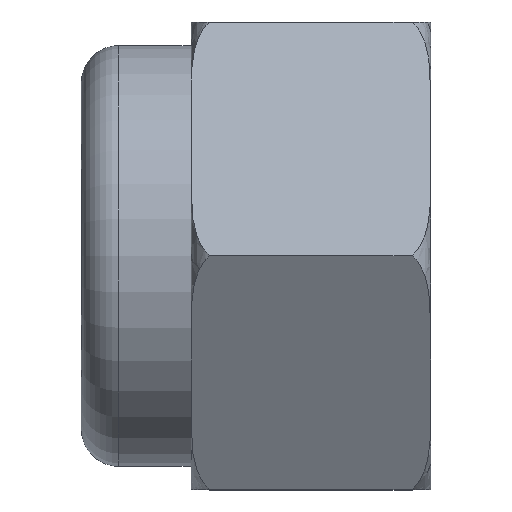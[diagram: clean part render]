
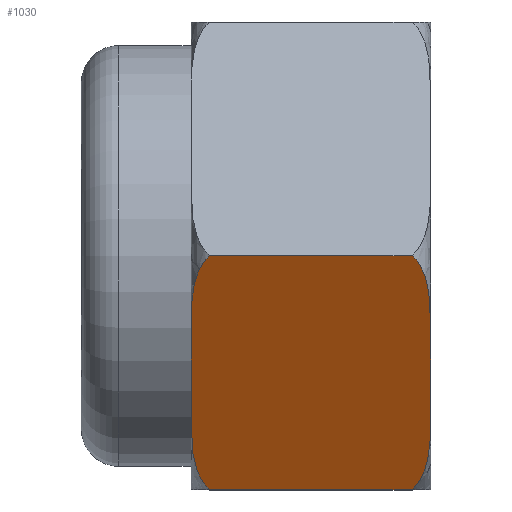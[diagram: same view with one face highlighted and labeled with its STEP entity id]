
A CAD part, top view. The second image highlights one B-rep face of the part: STEP entity #1030.
In plain terms, the highlighted planar face has unit normal (0, -0.5, 0.866).
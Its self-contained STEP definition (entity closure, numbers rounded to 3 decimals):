
#455=CARTESIAN_POINT('POINT30',(7.887,
   0.,6.438));
#456=VERTEX_POINT('VERTEX30',#455);
#472=CARTESIAN_POINT('POINT32',(8.331,-1.629,
   5.497));
#473=VERTEX_POINT('VERTEX32',#472);
#474=B_SPLINE_CURVE_WITH_KNOTS('SPLINE_CRV8',3,(#475,#476,#477,#478,#479
   ,#480,#481,#482,#483,#484),.UNSPECIFIED.,.F.,.F.,(4,2,2,2,4),(
   0.326,0.328,0.381,
   0.394,0.4),.UNSPECIFIED.);
#475=CARTESIAN_POINT('',(8.331,-1.629,
   5.497));
#476=CARTESIAN_POINT('',(8.331,-1.61,
   5.508));
#477=CARTESIAN_POINT('',(8.331,-1.59,
   5.52));
#478=CARTESIAN_POINT('',(8.329,-1.156,
   5.77));
#479=CARTESIAN_POINT('',(8.307,-0.748,
   6.006));
#480=CARTESIAN_POINT('',(8.119,-0.299,
   6.265));
#481=CARTESIAN_POINT('',(8.064,-0.197,
   6.324));
#482=CARTESIAN_POINT('',(7.971,-0.079,
   6.392));
#483=CARTESIAN_POINT('',(7.93,-0.036,
   6.417));
#484=CARTESIAN_POINT('',(7.887,0.,
   6.438));
#485=EDGE_CURVE('EDGE43',#473,#456,#474,.T.);
#497=CARTESIAN_POINT('POINT33',(8.331,-3.946,
   4.16));
#498=VERTEX_POINT('VERTEX33',#497);
#499=CARTESIAN_POINT('POS35',(8.331,-2.788,
   4.828));
#500=DIRECTION('DIR59',(0.,-0.866,
   -0.5));
#501=VECTOR('VEC11',#500,25.4);
#502=LINE('STRAIGHT11',#499,#501);
#503=EDGE_CURVE('EDGE45',#473,#498,#502,.T.);
#588=CARTESIAN_POINT('POINT38',(7.887,-5.575,
   3.219));
#589=VERTEX_POINT('VERTEX38',#588);
#604=B_SPLINE_CURVE_WITH_KNOTS('SPLINE_CRV12',3,(#605,#606,#607,#608,
   #609,#610,#611,#612,#613,#614),.UNSPECIFIED.,.F.,.F.,(4,2,2,2,4),(
   0.152,0.159,0.172,
   0.224,0.226),.UNSPECIFIED.);
#605=CARTESIAN_POINT('',(7.887,-5.575,
   3.219));
#606=CARTESIAN_POINT('',(7.93,-5.54,
   3.24));
#607=CARTESIAN_POINT('',(7.971,-5.496,
   3.265));
#608=CARTESIAN_POINT('',(8.064,-5.378,
   3.333));
#609=CARTESIAN_POINT('',(8.119,-5.276,
   3.391));
#610=CARTESIAN_POINT('',(8.307,-4.828,
   3.651));
#611=CARTESIAN_POINT('',(8.329,-4.419,
   3.886));
#612=CARTESIAN_POINT('',(8.331,-3.985,
   4.137));
#613=CARTESIAN_POINT('',(8.331,-3.966,
   4.148));
#614=CARTESIAN_POINT('',(8.331,-3.946,
   4.16));
#615=EDGE_CURVE('EDGE56',#589,#498,#604,.T.);
#899=CARTESIAN_POINT('POINT54',(3.06,
   0.,6.438));
#900=VERTEX_POINT('VERTEX54',#899);
#914=CARTESIAN_POINT('POS56',(5.474,0.,
   6.438));
#915=DIRECTION('DIR87',(1.,0.,
   0.));
#916=VECTOR('VEC25',#915,25.4);
#917=LINE('STRAIGHT25',#914,#916);
#918=EDGE_CURVE('EDGE81',#900,#456,#917,.T.);
#928=CARTESIAN_POINT('POINT55',(2.616,-1.629,
   5.497));
#929=VERTEX_POINT('VERTEX55',#928);
#930=B_SPLINE_CURVE_WITH_KNOTS('SPLINE_CRV23',3,(#931,#932,#933,#934,
   #935,#936,#937,#938,#939,#940),.UNSPECIFIED.,.F.,.F.,(4,2,2,2,4),(
   0.152,0.159,0.172,
   0.224,0.226),.UNSPECIFIED.);
#931=CARTESIAN_POINT('',(3.06,0.,
   6.438));
#932=CARTESIAN_POINT('',(3.017,-0.036,
   6.417));
#933=CARTESIAN_POINT('',(2.976,-0.079,
   6.392));
#934=CARTESIAN_POINT('',(2.884,-0.197,
   6.324));
#935=CARTESIAN_POINT('',(2.828,-0.299,
   6.265));
#936=CARTESIAN_POINT('',(2.641,-0.748,
   6.006));
#937=CARTESIAN_POINT('',(2.619,-1.156,
   5.77));
#938=CARTESIAN_POINT('',(2.616,-1.59,
   5.52));
#939=CARTESIAN_POINT('',(2.616,-1.61,
   5.508));
#940=CARTESIAN_POINT('',(2.616,-1.629,
   5.497));
#941=EDGE_CURVE('EDGE82',#900,#929,#930,.T.);
#989=ORIENTED_EDGE('COEDGE153',*,*,#485,.T.);
#990=ORIENTED_EDGE('COEDGE154',*,*,#918,.F.);
#991=ORIENTED_EDGE('COEDGE155',*,*,#941,.T.);
#992=CARTESIAN_POINT('POINT58',(2.616,-3.946,
   4.16));
#993=VERTEX_POINT('VERTEX58',#992);
#994=CARTESIAN_POINT('POS62',(2.616,-2.788,
   4.828));
#995=DIRECTION('DIR96',(0.,0.866,
   0.5));
#996=VECTOR('VEC28',#995,25.4);
#997=LINE('STRAIGHT28',#994,#996);
#998=EDGE_CURVE('EDGE88',#993,#929,#997,.T.);
#999=ORIENTED_EDGE('COEDGE156',*,*,#998,.F.);
#1000=CARTESIAN_POINT('POINT59',(3.06,-5.575,
   3.219));
#1001=VERTEX_POINT('VERTEX59',#1000);
#1002=B_SPLINE_CURVE_WITH_KNOTS('SPLINE_CRV24',3,(#1003,#1004,#1005,
   #1006,#1007,#1008,#1009,#1010,#1011,#1012),.UNSPECIFIED.,.F.,.F.,(4,2
   ,2,2,4),(0.326,0.328,
   0.381,0.394,0.4),
   .UNSPECIFIED.);
#1003=CARTESIAN_POINT('',(2.616,-3.946,
   4.16));
#1004=CARTESIAN_POINT('',(2.616,-3.966,
   4.148));
#1005=CARTESIAN_POINT('',(2.616,-3.985,
   4.137));
#1006=CARTESIAN_POINT('',(2.619,-4.419,
   3.886));
#1007=CARTESIAN_POINT('',(2.641,-4.828,
   3.651));
#1008=CARTESIAN_POINT('',(2.828,-5.276,
   3.391));
#1009=CARTESIAN_POINT('',(2.884,-5.378,
   3.333));
#1010=CARTESIAN_POINT('',(2.976,-5.496,
   3.265));
#1011=CARTESIAN_POINT('',(3.017,-5.54,
   3.24));
#1012=CARTESIAN_POINT('',(3.06,-5.575,
   3.219));
#1013=EDGE_CURVE('EDGE89',#993,#1001,#1002,.T.);
#1014=ORIENTED_EDGE('COEDGE157',*,*,#1013,.T.);
#1015=CARTESIAN_POINT('POS63',(5.474,-5.575,
   3.219));
#1016=DIRECTION('DIR97',(1.,0.,
   0.));
#1017=VECTOR('VEC29',#1016,25.4);
#1018=LINE('STRAIGHT29',#1015,#1017);
#1019=EDGE_CURVE('EDGE90',#1001,#589,#1018,.T.);
#1020=ORIENTED_EDGE('COEDGE158',*,*,#1019,.T.);
#1021=ORIENTED_EDGE('COEDGE159',*,*,#615,.T.);
#1022=ORIENTED_EDGE('COEDGE160',*,*,#503,.F.);
#1023=EDGE_LOOP('NONE',(#989,#990,#991,#999,#1014,#1020,#1021,#1022));
#1024=FACE_BOUND('LOOP1',#1023,.T.);
#1025=CARTESIAN_POINT('POS64',(5.474,-2.788,
   4.828));
#1026=DIRECTION('DIR98',(0.,-0.5,
   0.866));
#1027=DIRECTION('DIR99',(1.,0.,
   0.));
#1028=AXIS2_PLACEMENT_3D('AXIS35',#1025,#1026,#1027);
#1029=PLANE('PLANE9',#1028);
#1030=ADVANCED_FACE('FACE35',(#1024),#1029,.T.);
